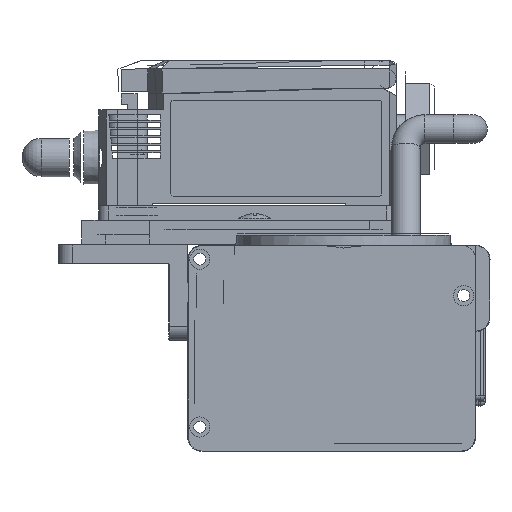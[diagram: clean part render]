
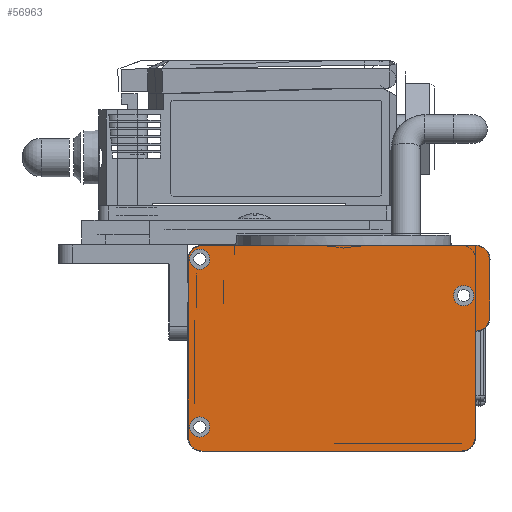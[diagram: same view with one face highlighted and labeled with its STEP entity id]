
A CAD part, front view. The second image highlights one B-rep face of the part: STEP entity #56963.
In plain terms, the highlighted planar face has unit normal (0, -1, 0).
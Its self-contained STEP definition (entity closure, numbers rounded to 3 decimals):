
#1135=FACE_BOUND('',#8472,.T.);
#1136=FACE_BOUND('',#8473,.T.);
#1137=FACE_BOUND('',#8474,.T.);
#3104=PLANE('',#60568);
#5656=FACE_OUTER_BOUND('',#8471,.T.);
#8471=EDGE_LOOP('',(#51953,#51954,#51955,#51956,#51957,#51958,#51959,#51960,
#51961,#51962));
#8472=EDGE_LOOP('',(#51963));
#8473=EDGE_LOOP('',(#51964));
#8474=EDGE_LOOP('',(#51965));
#9737=CIRCLE('',#60569,2.9);
#9738=CIRCLE('',#60570,2.9);
#9739=CIRCLE('',#60571,2.9);
#9740=CIRCLE('',#60572,2.9);
#9741=CIRCLE('',#60573,2.9);
#9742=CIRCLE('',#60574,2.1);
#9743=CIRCLE('',#60575,2.1);
#9744=CIRCLE('',#60576,2.1);
#15888=LINE('',#92772,#22977);
#15889=LINE('',#92776,#22978);
#15890=LINE('',#92780,#22979);
#15891=LINE('',#92784,#22980);
#15892=LINE('',#92787,#22981);
#22977=VECTOR('',#73421,12.);
#22978=VECTOR('',#73424,57.);
#22979=VECTOR('',#73427,37.);
#22980=VECTOR('',#73430,54.);
#22981=VECTOR('',#73433,22.102);
#28734=VERTEX_POINT('',#92768);
#28735=VERTEX_POINT('',#92769);
#28736=VERTEX_POINT('',#92771);
#28737=VERTEX_POINT('',#92773);
#28738=VERTEX_POINT('',#92775);
#28739=VERTEX_POINT('',#92777);
#28740=VERTEX_POINT('',#92779);
#28741=VERTEX_POINT('',#92781);
#28742=VERTEX_POINT('',#92783);
#28743=VERTEX_POINT('',#92785);
#28744=VERTEX_POINT('',#92788);
#28745=VERTEX_POINT('',#92790);
#28746=VERTEX_POINT('',#92792);
#37111=EDGE_CURVE('',#28734,#28735,#9737,.T.);
#37112=EDGE_CURVE('',#28735,#28736,#15888,.T.);
#37113=EDGE_CURVE('',#28736,#28737,#9738,.T.);
#37114=EDGE_CURVE('',#28737,#28738,#15889,.T.);
#37115=EDGE_CURVE('',#28738,#28739,#9739,.T.);
#37116=EDGE_CURVE('',#28739,#28740,#15890,.T.);
#37117=EDGE_CURVE('',#28740,#28741,#9740,.T.);
#37118=EDGE_CURVE('',#28741,#28742,#15891,.T.);
#37119=EDGE_CURVE('',#28742,#28743,#9741,.T.);
#37120=EDGE_CURVE('',#28743,#28734,#15892,.T.);
#37121=EDGE_CURVE('',#28744,#28744,#9742,.T.);
#37122=EDGE_CURVE('',#28745,#28745,#9743,.T.);
#37123=EDGE_CURVE('',#28746,#28746,#9744,.T.);
#51953=ORIENTED_EDGE('',*,*,#37111,.T.);
#51954=ORIENTED_EDGE('',*,*,#37112,.T.);
#51955=ORIENTED_EDGE('',*,*,#37113,.T.);
#51956=ORIENTED_EDGE('',*,*,#37114,.T.);
#51957=ORIENTED_EDGE('',*,*,#37115,.T.);
#51958=ORIENTED_EDGE('',*,*,#37116,.T.);
#51959=ORIENTED_EDGE('',*,*,#37117,.T.);
#51960=ORIENTED_EDGE('',*,*,#37118,.T.);
#51961=ORIENTED_EDGE('',*,*,#37119,.T.);
#51962=ORIENTED_EDGE('',*,*,#37120,.T.);
#51963=ORIENTED_EDGE('',*,*,#37121,.F.);
#51964=ORIENTED_EDGE('',*,*,#37122,.F.);
#51965=ORIENTED_EDGE('',*,*,#37123,.F.);
#56963=ADVANCED_FACE('',(#5656,#1135,#1136,#1137),#3104,.F.);
#60568=AXIS2_PLACEMENT_3D('',#92767,#73417,#73418);
#60569=AXIS2_PLACEMENT_3D('',#92770,#73419,#73420);
#60570=AXIS2_PLACEMENT_3D('',#92774,#73422,#73423);
#60571=AXIS2_PLACEMENT_3D('',#92778,#73425,#73426);
#60572=AXIS2_PLACEMENT_3D('',#92782,#73428,#73429);
#60573=AXIS2_PLACEMENT_3D('',#92786,#73431,#73432);
#60574=AXIS2_PLACEMENT_3D('',#92789,#73434,#73435);
#60575=AXIS2_PLACEMENT_3D('',#92791,#73436,#73437);
#60576=AXIS2_PLACEMENT_3D('',#92793,#73438,#73439);
#73417=DIRECTION('center_axis',(0.,1.,0.));
#73418=DIRECTION('ref_axis',(-1.,0.,0.));
#73419=DIRECTION('center_axis',(0.,-1.,0.));
#73420=DIRECTION('ref_axis',(0.707,0.,-0.707));
#73421=DIRECTION('',(0.,0.,1.));
#73422=DIRECTION('center_axis',(0.,-1.,0.));
#73423=DIRECTION('ref_axis',(0.707,0.,0.707));
#73424=DIRECTION('',(-1.,0.,0.));
#73425=DIRECTION('center_axis',(0.,-1.,0.));
#73426=DIRECTION('ref_axis',(-0.707,0.,0.707));
#73427=DIRECTION('',(0.,0.,-1.));
#73428=DIRECTION('center_axis',(0.,-1.,0.));
#73429=DIRECTION('ref_axis',(-0.707,0.,-0.707));
#73430=DIRECTION('',(1.,0.,0.));
#73431=DIRECTION('center_axis',(0.,-1.,0.));
#73432=DIRECTION('ref_axis',(0.707,0.,-0.707));
#73433=DIRECTION('',(0.,0.,1.));
#73434=DIRECTION('center_axis',(0.,-1.,0.));
#73435=DIRECTION('ref_axis',(-1.,0.,0.));
#73436=DIRECTION('center_axis',(0.,-1.,0.));
#73437=DIRECTION('ref_axis',(-1.,0.,0.));
#73438=DIRECTION('center_axis',(0.,-1.,0.));
#73439=DIRECTION('ref_axis',(-1.,0.,0.));
#92767=CARTESIAN_POINT('Origin',(-0.1,-52.,20.4));
#92768=CARTESIAN_POINT('',(29.8,-52.,24.002));
#92769=CARTESIAN_POINT('',(32.8,-52.,26.9));
#92770=CARTESIAN_POINT('Origin',(29.9,-52.,26.9));
#92771=CARTESIAN_POINT('',(32.8,-52.,38.9));
#92772=CARTESIAN_POINT('',(32.8,-52.,22.15));
#92773=CARTESIAN_POINT('',(29.9,-52.,41.8));
#92774=CARTESIAN_POINT('Origin',(29.9,-52.,38.9));
#92775=CARTESIAN_POINT('',(-27.1,-52.,41.8));
#92776=CARTESIAN_POINT('',(-15.1,-52.,41.8));
#92777=CARTESIAN_POINT('',(-30.,-52.,38.9));
#92778=CARTESIAN_POINT('Origin',(-27.1,-52.,38.9));
#92779=CARTESIAN_POINT('',(-30.,-52.,1.9));
#92780=CARTESIAN_POINT('',(-30.,-52.,9.65));
#92781=CARTESIAN_POINT('',(-27.1,-52.,-1.));
#92782=CARTESIAN_POINT('Origin',(-27.1,-52.,1.9));
#92783=CARTESIAN_POINT('',(26.9,-52.,-1.));
#92784=CARTESIAN_POINT('',(14.9,-52.,-1.));
#92785=CARTESIAN_POINT('',(29.8,-52.,1.9));
#92786=CARTESIAN_POINT('Origin',(26.9,-52.,1.9));
#92787=CARTESIAN_POINT('',(29.8,-52.,31.15));
#92788=CARTESIAN_POINT('',(-29.7,-52.,4.));
#92789=CARTESIAN_POINT('Origin',(-27.6,-52.,4.));
#92790=CARTESIAN_POINT('',(25.3,-52.,31.4));
#92791=CARTESIAN_POINT('Origin',(27.4,-52.,31.4));
#92792=CARTESIAN_POINT('',(-29.7,-52.,39.));
#92793=CARTESIAN_POINT('Origin',(-27.6,-52.,39.));
